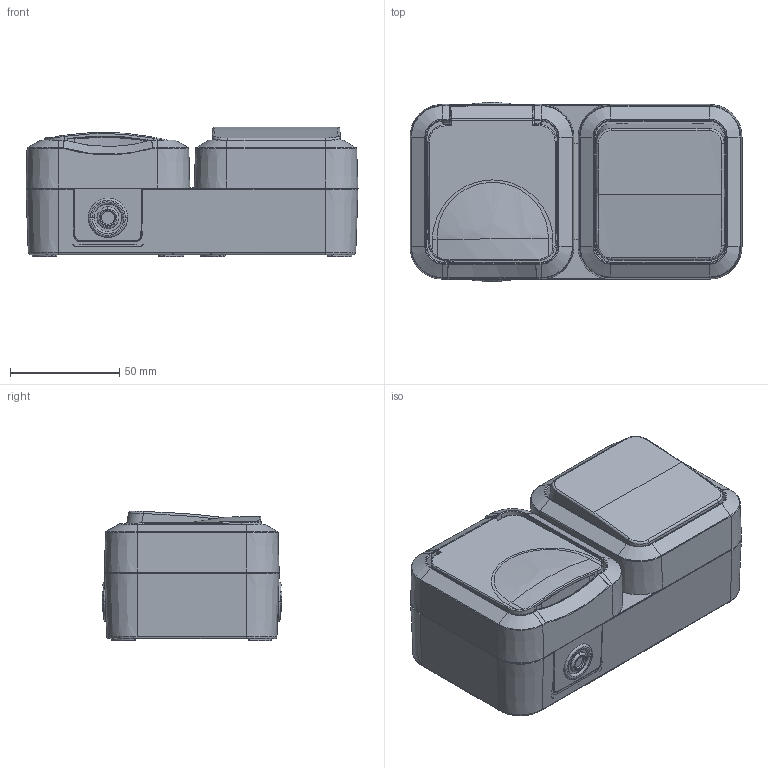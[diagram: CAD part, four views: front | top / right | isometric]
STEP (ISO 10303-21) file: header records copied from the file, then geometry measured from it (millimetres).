
FILE_DESCRIPTION (( 'STEP AP203' ), '1' );
FILE_NAME ('TORS Áëîê ðîçåòêà + âûêëþ÷. ãîð. 16À IP55 .STEP', '2025-01-31T14:04:43', ( '' ), ( '' ), 'SwSTEP 2.0', 'SolidWorks 2022', '' );
FILE_SCHEMA (( 'CONFIG_CONTROL_DESIGN' ));
Products named in the file (1): TORS Блок розетка + выключ. гор. 16А IP55 
Bounding box: 152 x 82.32 x 59.4 mm (x, y, z)
Surface area: 166441 mm2 (no closed solid volume)
Topology: 0 solids, 18 shells, 3698 faces, 10253 edges, 6616 vertices
Faces by surface type: plane 2048, cylinder 1021, cone 236, bspline 227, torus 116, sphere 50
Full cylindrical faces by diameter (mm): 15.8 x1
Entity records: 153228 total; most frequent: CARTESIAN_POINT 64689, ORIENTED_EDGE 20458, DIRECTION 15484, EDGE_CURVE 10250, VERTEX_POINT 6617, LINE 5856, VECTOR 5856, AXIS2_PLACEMENT_3D 4814
